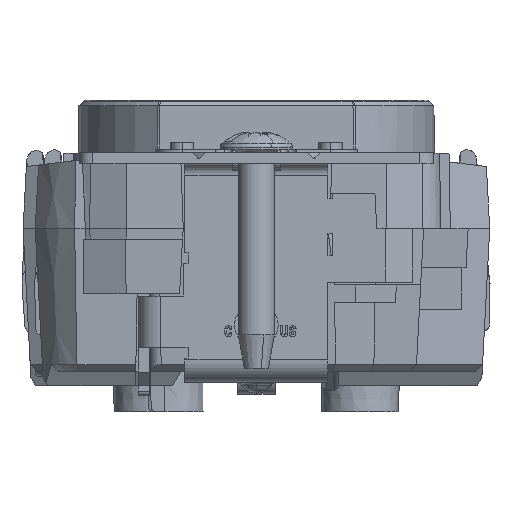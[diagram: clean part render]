
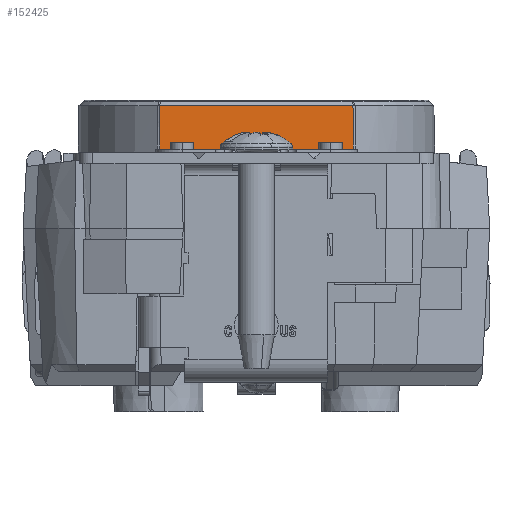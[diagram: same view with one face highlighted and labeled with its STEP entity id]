
A CAD part, front view. The second image highlights one B-rep face of the part: STEP entity #152425.
In plain terms, the highlighted planar face has unit normal (0, -1, 0.018).
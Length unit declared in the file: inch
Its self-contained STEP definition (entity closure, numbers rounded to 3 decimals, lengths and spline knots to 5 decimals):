
#9117 = VERTEX_POINT ( 'NONE', #77327 ) ;
#11671 = CARTESIAN_POINT ( 'NONE',  ( -0.35894, -1.31699, 0.83827 ) ) ;
#13836 = ORIENTED_EDGE ( 'NONE', *, *, #19212, .T. ) ;
#15169 = ORIENTED_EDGE ( 'NONE', *, *, #151813, .T. ) ;
#19212 = EDGE_CURVE ( 'NONE', #9117, #110821, #28751, .T. ) ;
#20263 = ORIENTED_EDGE ( 'NONE', *, *, #112557, .T. ) ;
#23923 = CARTESIAN_POINT ( 'NONE',  ( 0.35816, -1.31443, 0.98465 ) ) ;
#28751 = LINE ( 'NONE', #131824, #153757 ) ;
#30495 = LINE ( 'NONE', #47035, #71819 ) ;
#30680 = VERTEX_POINT ( 'NONE', #49725 ) ;
#33862 = LINE ( 'NONE', #167445, #140074 ) ;
#34943 = CARTESIAN_POINT ( 'NONE',  ( 0.35909, -1.3175, 0.809 ) ) ;
#39635 = CARTESIAN_POINT ( 'NONE',  ( -0.35816, -1.31443, 0.98465 ) ) ;
#46597 = B_SPLINE_CURVE_WITH_KNOTS ( 'NONE', 3,
 ( #34943, #103033, #77688, #50618, #130941, #117828, #88217 ),
 .UNSPECIFIED., .F., .F.,
 ( 4, 3, 4 ),
 ( 0., 0.00223, 0.00446 ),
 .UNSPECIFIED. ) ;
#47035 = CARTESIAN_POINT ( 'NONE',  ( -0.36259, -1.31443, 0.98465 ) ) ;
#47483 = B_SPLINE_CURVE_WITH_KNOTS ( 'NONE', 3,
 ( #39635, #119059, #51844, #106862, #119934, #11671, #105100 ),
 .UNSPECIFIED., .F., .F.,
 ( 4, 3, 4 ),
 ( 0., 0.00223, 0.00446 ),
 .UNSPECIFIED. ) ;
#48229 = FACE_OUTER_BOUND ( 'NONE', #64015, .T. ) ;
#49725 = CARTESIAN_POINT ( 'NONE',  ( -0.35816, -1.31443, 0.98465 ) ) ;
#50618 = CARTESIAN_POINT ( 'NONE',  ( 0.35863, -1.31597, 0.8968 ) ) ;
#51844 = CARTESIAN_POINT ( 'NONE',  ( -0.35847, -1.31546, 0.92608 ) ) ;
#57473 = CARTESIAN_POINT ( 'NONE',  ( 0.35909, -1.3175, 0.809 ) ) ;
#61310 = ORIENTED_EDGE ( 'NONE', *, *, #165736, .T. ) ;
#61351 = EDGE_CURVE ( 'NONE', #162279, #100747, #33862, .T. ) ;
#64015 = EDGE_LOOP ( 'NONE', ( #15169, #61310, #13836, #137183, #164251, #20263 ) ) ;
#71819 = VECTOR ( 'NONE', #74049, 39.37008 ) ;
#74049 = DIRECTION ( 'NONE',  ( -1., 0., 0. ) ) ;
#77327 = CARTESIAN_POINT ( 'NONE',  ( -0.35909, -1.3175, 0.809 ) ) ;
#77688 = CARTESIAN_POINT ( 'NONE',  ( 0.35878, -1.31648, 0.86753 ) ) ;
#77867 = DIRECTION ( 'NONE',  ( 0., -1., 0.017 ) ) ;
#83197 = AXIS2_PLACEMENT_3D ( 'NONE', #169568, #77867, #117147 ) ;
#88217 = CARTESIAN_POINT ( 'NONE',  ( 0.35816, -1.31443, 0.98465 ) ) ;
#94276 = DIRECTION ( 'NONE',  ( 1., 0., 0. ) ) ;
#100747 = VERTEX_POINT ( 'NONE', #57473 ) ;
#102813 = DIRECTION ( 'NONE',  ( 1., 0., 0. ) ) ;
#103033 = CARTESIAN_POINT ( 'NONE',  ( 0.35894, -1.31699, 0.83827 ) ) ;
#105100 = CARTESIAN_POINT ( 'NONE',  ( -0.35909, -1.3175, 0.809 ) ) ;
#105786 = EDGE_CURVE ( 'NONE', #110821, #162279, #136197, .T. ) ;
#106862 = CARTESIAN_POINT ( 'NONE',  ( -0.35863, -1.31597, 0.8968 ) ) ;
#107206 = VECTOR ( 'NONE', #149278, 39.37008 ) ;
#110821 = VERTEX_POINT ( 'NONE', #129696 ) ;
#112557 = EDGE_CURVE ( 'NONE', #100747, #163694, #46597, .T. ) ;
#117147 = DIRECTION ( 'NONE',  ( 0., -0.017, -1. ) ) ;
#117828 = CARTESIAN_POINT ( 'NONE',  ( 0.35832, -1.31495, 0.95536 ) ) ;
#119059 = CARTESIAN_POINT ( 'NONE',  ( -0.35832, -1.31495, 0.95536 ) ) ;
#119934 = CARTESIAN_POINT ( 'NONE',  ( -0.35878, -1.31648, 0.86753 ) ) ;
#129696 = CARTESIAN_POINT ( 'NONE',  ( -0.281, -1.3175, 0.809 ) ) ;
#130941 = CARTESIAN_POINT ( 'NONE',  ( 0.35847, -1.31546, 0.92608 ) ) ;
#131824 = CARTESIAN_POINT ( 'NONE',  ( 0., -1.3175, 0.809 ) ) ;
#132765 = CARTESIAN_POINT ( 'NONE',  ( 0., -1.3175, 0.809 ) ) ;
#136197 = LINE ( 'NONE', #132765, #107206 ) ;
#137183 = ORIENTED_EDGE ( 'NONE', *, *, #105786, .T. ) ;
#140074 = VECTOR ( 'NONE', #102813, 39.37008 ) ;
#149278 = DIRECTION ( 'NONE',  ( 1., 0., 0. ) ) ;
#151813 = EDGE_CURVE ( 'NONE', #163694, #30680, #30495, .T. ) ;
#152425 = ADVANCED_FACE ( 'NONE', ( #48229 ), #154734, .T. ) ;
#153406 = CARTESIAN_POINT ( 'NONE',  ( 0.281, -1.3175, 0.809 ) ) ;
#153757 = VECTOR ( 'NONE', #94276, 39.37008 ) ;
#154734 = PLANE ( 'NONE',  #83197 ) ;
#162279 = VERTEX_POINT ( 'NONE', #153406 ) ;
#163694 = VERTEX_POINT ( 'NONE', #23923 ) ;
#164251 = ORIENTED_EDGE ( 'NONE', *, *, #61351, .T. ) ;
#165736 = EDGE_CURVE ( 'NONE', #30680, #9117, #47483, .T. ) ;
#167445 = CARTESIAN_POINT ( 'NONE',  ( 0., -1.3175, 0.809 ) ) ;
#169568 = CARTESIAN_POINT ( 'NONE',  ( 0., -1.3175, 0.809 ) ) ;
